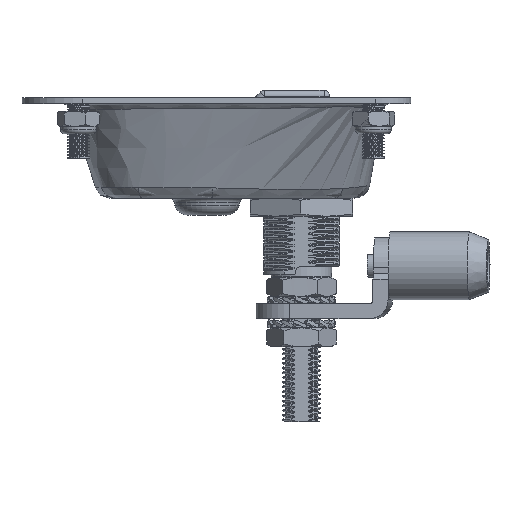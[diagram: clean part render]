
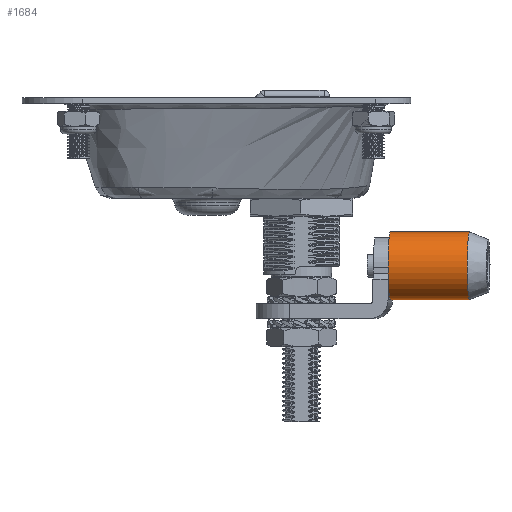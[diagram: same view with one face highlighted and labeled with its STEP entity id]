
A CAD part, left-side view. The second image highlights one B-rep face of the part: STEP entity #1684.
In plain terms, the highlighted cylindrical face has radius 9 mm (diameter 18 mm), a full revolution.
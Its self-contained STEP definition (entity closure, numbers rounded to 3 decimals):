
#1684=ADVANCED_FACE('',(#3429,#3430),#3431,.T.);
#3429=FACE_OUTER_BOUND('',#7042,.T.);
#3430=FACE_OUTER_BOUND('',#7043,.T.);
#3431=CYLINDRICAL_SURFACE('',#7044,9.);
#7042=EDGE_LOOP('',(#45839));
#7043=EDGE_LOOP('',(#45840));
#7044=AXIS2_PLACEMENT_3D('',#45841,#45842,#45843);
#45839=ORIENTED_EDGE('',*,*,#58520,.T.);
#45840=ORIENTED_EDGE('',*,*,#58523,.T.);
#45841=CARTESIAN_POINT('',(-3.179,-69.498,-44.456));
#45842=DIRECTION('',(0.064,0.998,0.));
#45843=DIRECTION('',(-0.882,0.057,0.469));
#58520=EDGE_CURVE('',#63368,#63368,#63369,.T.);
#58523=EDGE_CURVE('',#63374,#63374,#63375,.T.);
#63368=VERTEX_POINT('',#71509);
#63369=CIRCLE('',#71510,9.);
#63374=VERTEX_POINT('',#71515);
#63375=CIRCLE('',#71516,9.);
#71509=CARTESIAN_POINT('',(5.075,-65.018,-48.675));
#71510=AXIS2_PLACEMENT_3D('',#105608,#105609,#105610);
#71515=CARTESIAN_POINT('',(-9.446,-43.042,-40.237));
#71516=AXIS2_PLACEMENT_3D('',#105617,#105618,#105619);
#105608=CARTESIAN_POINT('',(-2.859,-64.508,-44.456));
#105609=DIRECTION('',(0.064,0.998,0.));
#105610=DIRECTION('',(-0.882,0.057,0.469));
#105617=CARTESIAN_POINT('',(-1.513,-43.551,-44.456));
#105618=DIRECTION('',(-0.064,-0.998,0.));
#105619=DIRECTION('',(-0.882,0.057,0.469));
